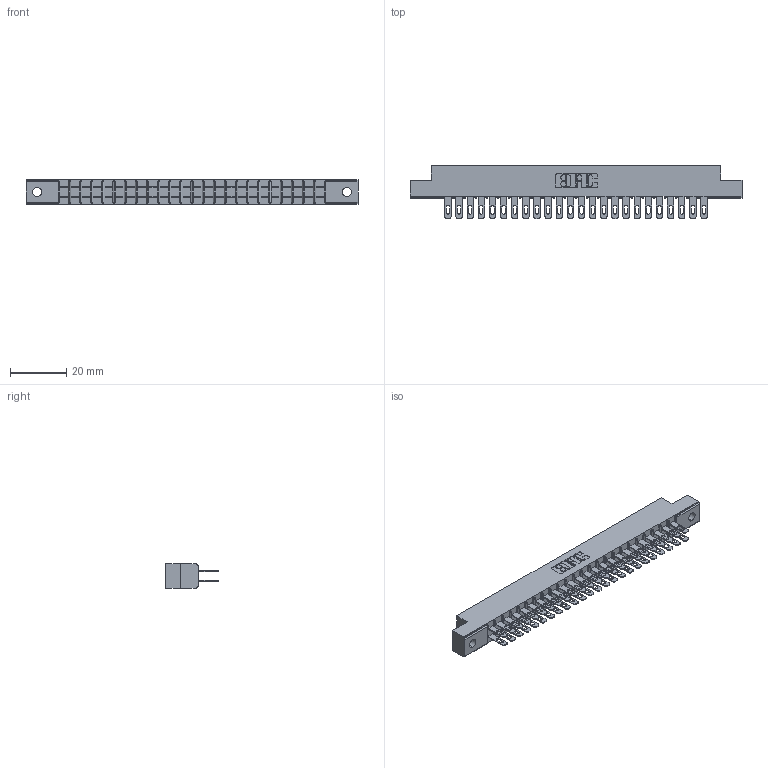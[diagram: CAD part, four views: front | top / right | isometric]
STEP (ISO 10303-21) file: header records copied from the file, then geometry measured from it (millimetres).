
FILE_DESCRIPTION (( 'STEP AP203' ), '1' );
FILE_NAME ('305-048-500-202.STEP', '2019-09-09T20:53:00', ( '' ), ( '' ), 'SwSTEP 2.0', 'SolidWorks 2016', '' );
FILE_SCHEMA (( 'CONFIG_CONTROL_DESIGN' ));
Length unit declared in the file: inch
Products named in the file (3): 305-290-001_500; 305 Part_.128 Dia; 305-048-500-202
Assembly tree (49 placements, depth 2):
  305-048-500-202
    305 Part_.128 Dia
    305-290-001_500  x48
Bounding box: 118.11 x 18.85 x 8.71 mm (x, y, z)
Volume: 7512 mm3; surface area: 14908.8 mm2
Topology: 49 solids, 49 shells, 2516 faces, 7204 edges, 4672 vertices
Faces by surface type: plane 1412, cylinder 1008, sphere 96
Entity records: 28201 total; most frequent: CARTESIAN_POINT 4666, ORIENTED_EDGE 4628, DIRECTION 4530, EDGE_CURVE 2314, LINE 1850, VECTOR 1850, VERTEX_POINT 1476, AXIS2_PLACEMENT_3D 1340
